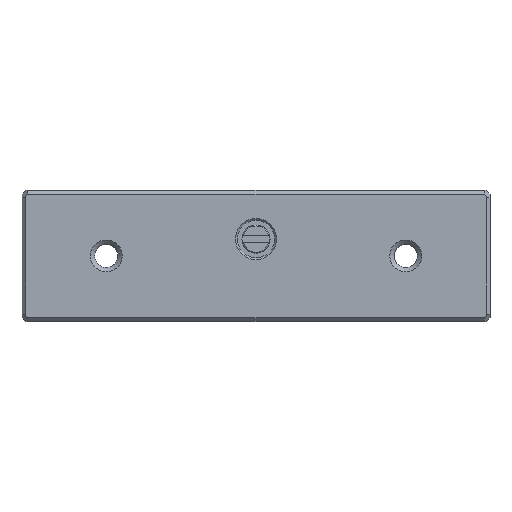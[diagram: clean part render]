
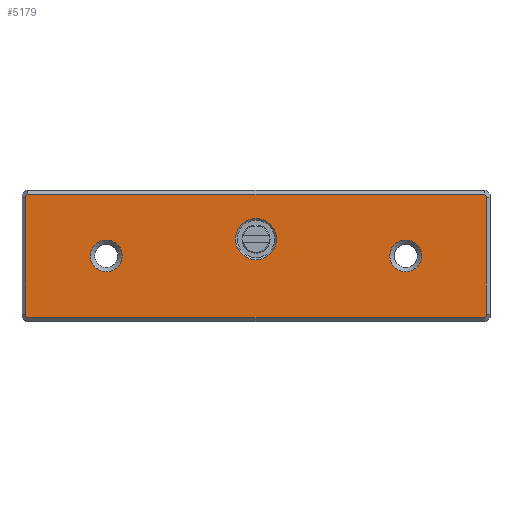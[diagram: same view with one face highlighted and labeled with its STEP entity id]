
A CAD part, top view. The second image highlights one B-rep face of the part: STEP entity #5179.
In plain terms, the highlighted planar face has unit normal (0, 0, 1).
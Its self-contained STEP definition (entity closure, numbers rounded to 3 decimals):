
#4315=FACE_BOUND('',#8747,.T.);
#4316=FACE_BOUND('',#8748,.T.);
#4317=FACE_BOUND('',#8749,.T.);
#4318=FACE_BOUND('',#8750,.T.);
#5179=ADVANCED_FACE('',(#4315,#4316,#4317,#4318),#6416,.F.);
#6416=PLANE('',#28952);
#8747=EDGE_LOOP('',(#12887));
#8748=EDGE_LOOP('',(#12888));
#8749=EDGE_LOOP('',(#12889));
#8750=EDGE_LOOP('',(#12890,#12891,#12892,#12893,#12894,#12895,#12896,#12897));
#9655=CIRCLE('',#28949,1.1);
#9656=CIRCLE('',#28950,0.85);
#9657=CIRCLE('',#28951,0.85);
#12887=ORIENTED_EDGE('',*,*,#21089,.T.);
#12888=ORIENTED_EDGE('',*,*,#21090,.T.);
#12889=ORIENTED_EDGE('',*,*,#21091,.T.);
#12890=ORIENTED_EDGE('',*,*,#21092,.T.);
#12891=ORIENTED_EDGE('',*,*,#21093,.T.);
#12892=ORIENTED_EDGE('',*,*,#21094,.T.);
#12893=ORIENTED_EDGE('',*,*,#21095,.T.);
#12894=ORIENTED_EDGE('',*,*,#21096,.T.);
#12895=ORIENTED_EDGE('',*,*,#21097,.T.);
#12896=ORIENTED_EDGE('',*,*,#21098,.T.);
#12897=ORIENTED_EDGE('',*,*,#21099,.T.);
#18323=VERTEX_POINT('',#39736);
#18324=VERTEX_POINT('',#39738);
#18325=VERTEX_POINT('',#39740);
#18326=VERTEX_POINT('',#39742);
#18327=VERTEX_POINT('',#39743);
#18328=VERTEX_POINT('',#39745);
#18329=VERTEX_POINT('',#39747);
#18330=VERTEX_POINT('',#39749);
#18331=VERTEX_POINT('',#39751);
#18332=VERTEX_POINT('',#39753);
#18333=VERTEX_POINT('',#39755);
#21089=EDGE_CURVE('',#18323,#18323,#9655,.T.);
#21090=EDGE_CURVE('',#18324,#18324,#9656,.T.);
#21091=EDGE_CURVE('',#18325,#18325,#9657,.T.);
#21092=EDGE_CURVE('',#18326,#18327,#24335,.T.);
#21093=EDGE_CURVE('',#18327,#18328,#24336,.T.);
#21094=EDGE_CURVE('',#18328,#18329,#24337,.T.);
#21095=EDGE_CURVE('',#18329,#18330,#24338,.T.);
#21096=EDGE_CURVE('',#18330,#18331,#24339,.T.);
#21097=EDGE_CURVE('',#18331,#18332,#24340,.T.);
#21098=EDGE_CURVE('',#18332,#18333,#24341,.T.);
#21099=EDGE_CURVE('',#18333,#18326,#24342,.T.);
#24335=LINE('',#39741,#27341);
#24336=LINE('',#39744,#27342);
#24337=LINE('',#39746,#27343);
#24338=LINE('',#39748,#27344);
#24339=LINE('',#39750,#27345);
#24340=LINE('',#39752,#27346);
#24341=LINE('',#39754,#27347);
#24342=LINE('',#39756,#27348);
#27341=VECTOR('',#32479,1.);
#27342=VECTOR('',#32480,1.);
#27343=VECTOR('',#32481,1.);
#27344=VECTOR('',#32482,1.);
#27345=VECTOR('',#32483,1.);
#27346=VECTOR('',#32484,1.);
#27347=VECTOR('',#32485,1.);
#27348=VECTOR('',#32486,1.);
#28949=AXIS2_PLACEMENT_3D('',#39735,#32473,#32474);
#28950=AXIS2_PLACEMENT_3D('',#39737,#32475,#32476);
#28951=AXIS2_PLACEMENT_3D('',#39739,#32477,#32478);
#28952=AXIS2_PLACEMENT_3D('',#39757,#32487,#32488);
#32473=DIRECTION('',(0.,0.,-1.));
#32474=DIRECTION('',(-1.,0.,0.));
#32475=DIRECTION('',(0.,0.,-1.));
#32476=DIRECTION('',(-1.,0.,0.));
#32477=DIRECTION('',(0.,0.,-1.));
#32478=DIRECTION('',(-1.,0.,0.));
#32479=DIRECTION('',(-0.577,-0.816,0.));
#32480=DIRECTION('',(0.,-1.,0.));
#32481=DIRECTION('',(0.577,-0.816,0.));
#32482=DIRECTION('',(1.,0.,0.));
#32483=DIRECTION('',(0.577,0.816,0.));
#32484=DIRECTION('',(0.,1.,0.));
#32485=DIRECTION('',(-0.577,0.816,0.));
#32486=DIRECTION('',(-1.,0.,0.));
#32487=DIRECTION('',(0.,0.,-1.));
#32488=DIRECTION('',(1.,0.,0.));
#39735=CARTESIAN_POINT('',(0.,0.9,4.));
#39736=CARTESIAN_POINT('',(-1.1,0.9,4.));
#39737=CARTESIAN_POINT('',(8.,0.,4.));
#39738=CARTESIAN_POINT('',(7.15,0.,4.));
#39739=CARTESIAN_POINT('',(-8.,0.,4.));
#39740=CARTESIAN_POINT('',(-8.85,0.,4.));
#39741=CARTESIAN_POINT('',(-12.235,3.25,4.));
#39742=CARTESIAN_POINT('',(-12.2,3.3,4.));
#39743=CARTESIAN_POINT('',(-12.3,3.159,4.));
#39744=CARTESIAN_POINT('',(-12.3,3.5,4.));
#39745=CARTESIAN_POINT('',(-12.3,-3.159,4.));
#39746=CARTESIAN_POINT('',(-12.235,-3.25,4.));
#39747=CARTESIAN_POINT('',(-12.2,-3.3,4.));
#39748=CARTESIAN_POINT('',(12.5,-3.3,4.));
#39749=CARTESIAN_POINT('',(12.2,-3.3,4.));
#39750=CARTESIAN_POINT('',(12.235,-3.25,4.));
#39751=CARTESIAN_POINT('',(12.3,-3.159,4.));
#39752=CARTESIAN_POINT('',(12.3,2.876,4.));
#39753=CARTESIAN_POINT('',(12.3,3.159,4.));
#39754=CARTESIAN_POINT('',(12.235,3.25,4.));
#39755=CARTESIAN_POINT('',(12.2,3.3,4.));
#39756=CARTESIAN_POINT('',(12.5,3.3,4.));
#39757=CARTESIAN_POINT('',(12.5,3.5,4.));
